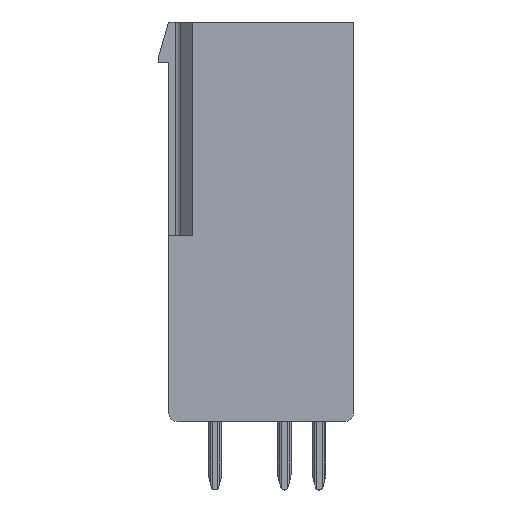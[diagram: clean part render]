
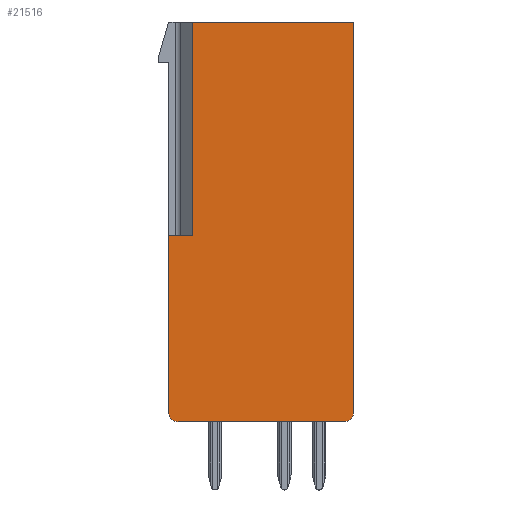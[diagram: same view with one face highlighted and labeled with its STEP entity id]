
A CAD part, left-side view. The second image highlights one B-rep face of the part: STEP entity #21516.
In plain terms, the highlighted face is planar.
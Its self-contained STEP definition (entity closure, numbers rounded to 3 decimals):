
#301=CIRCLE('',#22352,0.7);
#363=CIRCLE('',#22571,0.7);
#3992=ORIENTED_EDGE('',*,*,#7058,.T.);
#3993=ORIENTED_EDGE('',*,*,#7059,.T.);
#3994=ORIENTED_EDGE('',*,*,#6574,.F.);
#3995=ORIENTED_EDGE('',*,*,#7055,.F.);
#3996=ORIENTED_EDGE('',*,*,#7010,.F.);
#3997=ORIENTED_EDGE('',*,*,#7015,.F.);
#3998=ORIENTED_EDGE('',*,*,#7060,.T.);
#3999=ORIENTED_EDGE('',*,*,#7061,.T.);
#6574=EDGE_CURVE('',#8530,#8527,#301,.T.);
#7010=EDGE_CURVE('',#8821,#8823,#363,.T.);
#7015=EDGE_CURVE('',#8827,#8821,#10637,.T.);
#7055=EDGE_CURVE('',#8823,#8530,#10675,.T.);
#7058=EDGE_CURVE('',#8843,#8844,#10678,.T.);
#7059=EDGE_CURVE('',#8844,#8527,#10679,.T.);
#7060=EDGE_CURVE('',#8827,#8845,#10680,.T.);
#7061=EDGE_CURVE('',#8845,#8843,#10681,.T.);
#8527=VERTEX_POINT('',#29961);
#8530=VERTEX_POINT('',#29966);
#8821=VERTEX_POINT('',#30908);
#8823=VERTEX_POINT('',#30911);
#8827=VERTEX_POINT('',#30920);
#8843=VERTEX_POINT('',#31004);
#8844=VERTEX_POINT('',#31005);
#8845=VERTEX_POINT('',#31008);
#10637=LINE('',#30921,#12586);
#10675=LINE('',#30998,#12624);
#10678=LINE('',#31003,#12627);
#10679=LINE('',#31006,#12628);
#10680=LINE('',#31007,#12629);
#10681=LINE('',#31009,#12630);
#12586=VECTOR('',#25941,1000.);
#12624=VECTOR('',#26027,1000.);
#12627=VECTOR('',#26034,1000.);
#12628=VECTOR('',#26035,1000.);
#12629=VECTOR('',#26036,1000.);
#12630=VECTOR('',#26037,1000.);
#13734=EDGE_LOOP('',(#3992,#3993,#3994,#3995,#3996,#3997,#3998,#3999));
#14531=FACE_BOUND('',#13734,.T.);
#15194=PLANE('',#22599);
#21516=ADVANCED_FACE('',(#14531),#15194,.F.);
#22352=AXIS2_PLACEMENT_3D('',#29967,#25140,#25141);
#22571=AXIS2_PLACEMENT_3D('',#30910,#25932,#25933);
#22599=AXIS2_PLACEMENT_3D('',#31002,#26032,#26033);
#25140=DIRECTION('',(0.,0.,1.));
#25141=DIRECTION('',(1.,0.,0.));
#25932=DIRECTION('',(0.,0.,1.));
#25933=DIRECTION('',(1.,0.,0.));
#25941=DIRECTION('',(-1.,0.,0.));
#26027=DIRECTION('',(0.,-1.,0.));
#26032=DIRECTION('',(0.,0.,1.));
#26033=DIRECTION('',(1.,0.,0.));
#26034=DIRECTION('',(0.,-1.,0.));
#26035=DIRECTION('',(-1.,0.,0.));
#26036=DIRECTION('',(0.,-1.,0.));
#26037=DIRECTION('',(-1.,0.,0.));
#29961=CARTESIAN_POINT('',(52.3,27.4,42.24));
#29966=CARTESIAN_POINT('',(51.6,28.1,42.24));
#29967=CARTESIAN_POINT('',(52.3,28.1,42.24));
#30908=CARTESIAN_POINT('',(52.3,40.95,42.24));
#30910=CARTESIAN_POINT('',(52.3,40.25,42.24));
#30911=CARTESIAN_POINT('',(51.6,40.25,42.24));
#30920=CARTESIAN_POINT('',(80.85,40.95,42.24));
#30921=CARTESIAN_POINT('',(80.694,40.95,42.24));
#30998=CARTESIAN_POINT('',(51.6,27.39,42.24));
#31002=CARTESIAN_POINT('',(64.95,27.375,42.24));
#31003=CARTESIAN_POINT('',(65.2,27.39,42.24));
#31004=CARTESIAN_POINT('',(65.2,29.15,42.24));
#31005=CARTESIAN_POINT('',(65.2,27.4,42.24));
#31006=CARTESIAN_POINT('',(80.694,27.4,42.24));
#31007=CARTESIAN_POINT('',(80.85,27.39,42.24));
#31008=CARTESIAN_POINT('',(80.85,29.15,42.24));
#31009=CARTESIAN_POINT('',(80.694,29.15,42.24));
